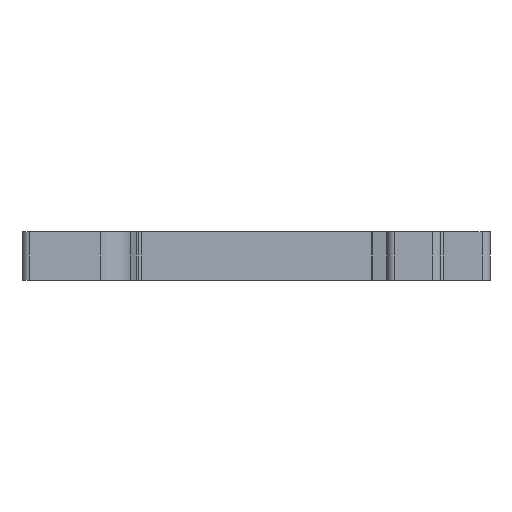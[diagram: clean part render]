
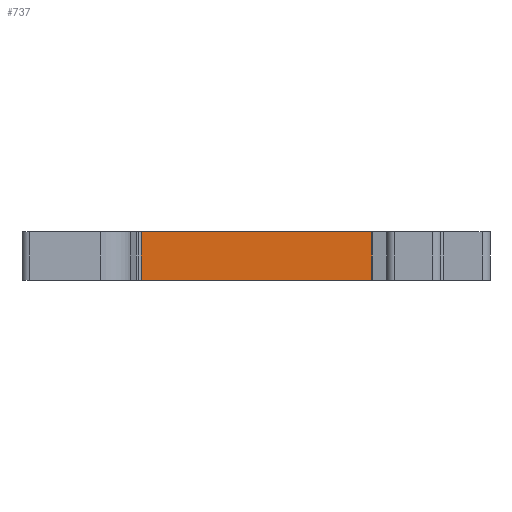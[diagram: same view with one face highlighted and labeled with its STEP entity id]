
A CAD part, front view. The second image highlights one B-rep face of the part: STEP entity #737.
In plain terms, the highlighted planar face has unit normal (0, -1, 0).
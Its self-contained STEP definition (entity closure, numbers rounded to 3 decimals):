
#737=ADVANCED_FACE('',(#1406),#1055,.F.);
#1055=PLANE('',#8221);
#1406=FACE_OUTER_BOUND('',#1814,.T.);
#1814=EDGE_LOOP('',(#3724,#3725,#3726,#3727));
#3724=ORIENTED_EDGE('',*,*,#5160,.F.);
#3725=ORIENTED_EDGE('',*,*,#5793,.T.);
#3726=ORIENTED_EDGE('',*,*,#4932,.F.);
#3727=ORIENTED_EDGE('',*,*,#5794,.F.);
#4202=VERTEX_POINT('',#10616);
#4203=VERTEX_POINT('',#10618);
#4421=VERTEX_POINT('',#11072);
#4422=VERTEX_POINT('',#11074);
#4932=EDGE_CURVE('',#4202,#4203,#5999,.T.);
#5160=EDGE_CURVE('',#4421,#4422,#6150,.T.);
#5793=EDGE_CURVE('',#4421,#4203,#6708,.T.);
#5794=EDGE_CURVE('',#4422,#4202,#6709,.T.);
#5999=LINE('',#10617,#6903);
#6150=LINE('',#11073,#7054);
#6708=LINE('',#12345,#7612);
#6709=LINE('',#12347,#7613);
#6903=VECTOR('',#8476,1.);
#7054=VECTOR('',#8799,1.);
#7612=VECTOR('',#10081,1.);
#7613=VECTOR('',#10084,1.);
#8221=AXIS2_PLACEMENT_3D('',#12348,#10085,#10086);
#8476=DIRECTION('',(-1.,0.,0.));
#8799=DIRECTION('',(1.,0.,0.));
#10081=DIRECTION('',(0.,0.,-1.));
#10084=DIRECTION('',(0.,0.,-1.));
#10085=DIRECTION('',(0.,1.,0.));
#10086=DIRECTION('',(0.,0.,1.));
#10616=CARTESIAN_POINT('',(13.819,-52.7,-3.45));
#10617=CARTESIAN_POINT('',(13.819,-52.7,-3.45));
#10618=CARTESIAN_POINT('',(-15.2,-52.7,-3.45));
#11072=CARTESIAN_POINT('',(-15.2,-52.7,2.65));
#11073=CARTESIAN_POINT('',(-15.2,-52.7,2.65));
#11074=CARTESIAN_POINT('',(13.819,-52.7,2.65));
#12345=CARTESIAN_POINT('',(-15.2,-52.7,2.65));
#12347=CARTESIAN_POINT('',(13.819,-52.7,2.65));
#12348=CARTESIAN_POINT('',(13.845,-52.7,2.65));
